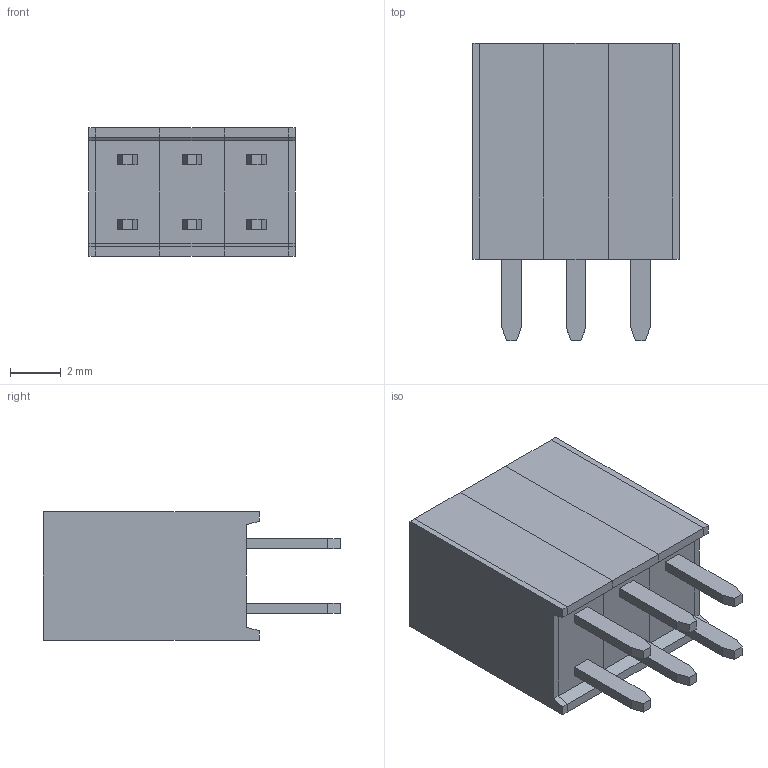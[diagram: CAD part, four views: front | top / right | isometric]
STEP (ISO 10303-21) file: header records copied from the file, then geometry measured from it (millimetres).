
FILE_DESCRIPTION (( 'STEP AP214' ), '1' );
FILE_NAME ('NPPC032LFBN-RC.STEP', '2024-10-30T11:29:17', ( '' ), ( '' ), 'SwSTEP 2.0', 'SolidWorks 2021', '' );
FILE_SCHEMA (( 'AUTOMOTIVE_DESIGN' ));
Length unit declared in the file: millimetre
Products named in the file (3): NPPC032LFBN-RC; NPPC202LFBN-RC_C03; Pin - Gold
Assembly tree (4 placements, depth 2):
  NPPC032LFBN-RC
    NPPC202LFBN-RC_C03
    Pin - Gold  x3
Bounding box: 8.13 x 11.71 x 5.08 mm (x, y, z)
Volume: 333.8 mm3; surface area: 712.5 mm2
Topology: 11 solids, 11 shells, 152 faces, 348 edges, 224 vertices
Faces by surface type: plane 152
Entity records: 3459 total; most frequent: CARTESIAN_POINT 579, ORIENTED_EDGE 552, DIRECTION 530, EDGE_CURVE 276, VECTOR 276, LINE 276, VERTEX_POINT 176, AXIS2_PLACEMENT_3D 127
